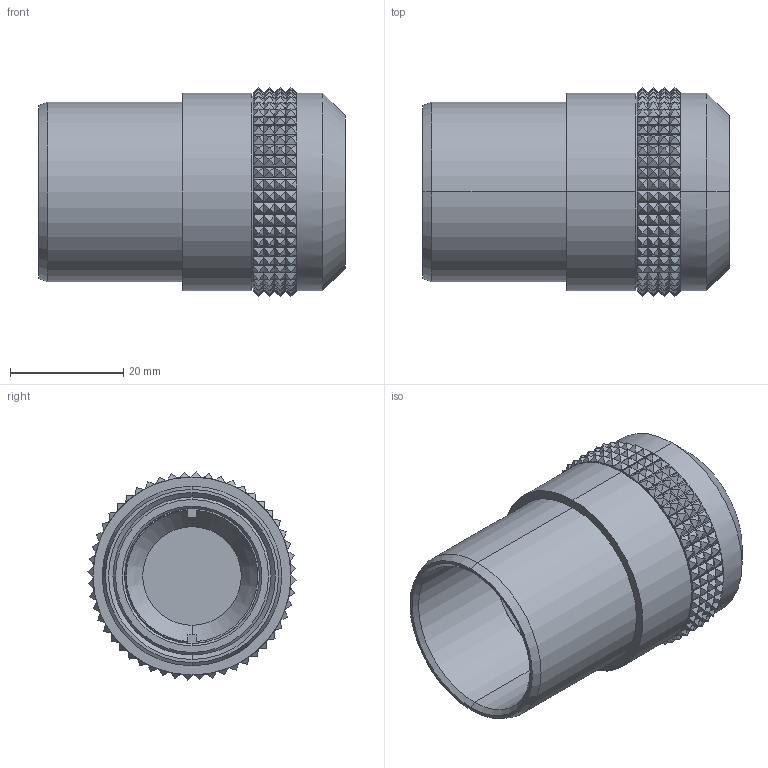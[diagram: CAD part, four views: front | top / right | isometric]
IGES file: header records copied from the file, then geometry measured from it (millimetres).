
Start section: SolidWorks IGES file using analytic representation for surfaces
Global section: file name: 30941.igs; native system: SolidWorks 2011; preprocessor: SolidWorks 2011; author: BillB; date: 120126.102216; units: millimetre
Bounding box: 54.1 x 36.73 x 36.73 mm (x, y, z)
Volume: 32950.7 mm3; surface area: 9953.8 mm2
Topology: 1 solids, 1 shells, 831 faces, 2035 edges, 1212 vertices
Faces by surface type: plane 744, revolution 87
